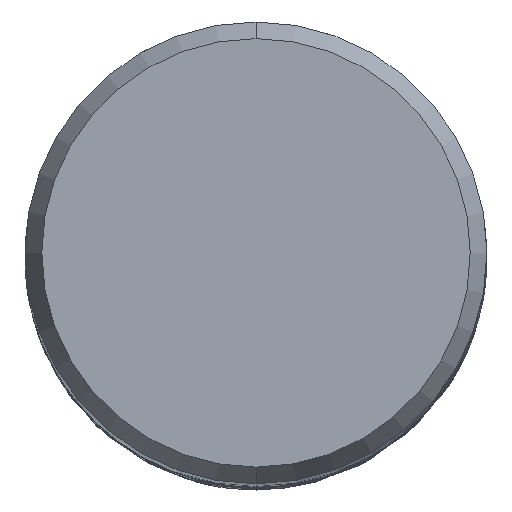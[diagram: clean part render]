
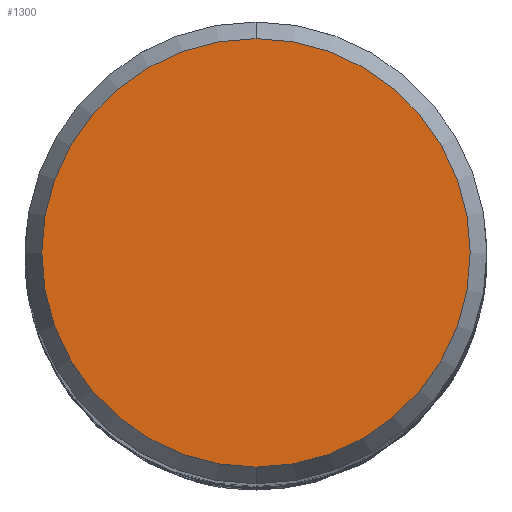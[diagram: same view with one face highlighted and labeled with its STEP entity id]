
A CAD part, top view. The second image highlights one B-rep face of the part: STEP entity #1300.
In plain terms, the highlighted planar face has unit normal (0, 0, 1).
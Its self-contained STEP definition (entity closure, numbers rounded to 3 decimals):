
#670=VERTEX_POINT('',#1805);
#920=VERTEX_POINT('',#2073);
#992=EDGE_CURVE('',#920,#670,#2153,.T.);
#1300=ADVANCED_FACE('',(#2492),#2493,.T.);
#1418=EDGE_CURVE('',#670,#920,#2619,.T.);
#1805=CARTESIAN_POINT('',(0.0,7.423,0.0));
#2073=CARTESIAN_POINT('',(0.,-7.423,0.0));
#2153=CIRCLE('',#8638,7.423);
#2492=FACE_OUTER_BOUND('',#12926,.T.);
#2493=PLANE('',#12927);
#2619=CIRCLE('',#14878,7.423);
#8638=AXIS2_PLACEMENT_3D('',#17691,#17692,#17693);
#12926=EDGE_LOOP('',(#18056,#18057));
#12927=AXIS2_PLACEMENT_3D('',#18058,#18059,#18060);
#14878=AXIS2_PLACEMENT_3D('',#18156,#18157,#18158);
#17691=CARTESIAN_POINT('',(0.0,0.0,0.0));
#17692=DIRECTION('',(0.0,0.0,-1.0));
#17693=DIRECTION('',(0.0,1.0,0.0));
#18056=ORIENTED_EDGE('',*,*,#1418,.F.);
#18057=ORIENTED_EDGE('',*,*,#992,.F.);
#18058=CARTESIAN_POINT('',(0.0,3.711,0.0));
#18059=DIRECTION('',(-0.0,0.0,1.0));
#18060=DIRECTION('',(0.0,-1.0,0.0));
#18156=CARTESIAN_POINT('',(0.0,0.0,0.0));
#18157=DIRECTION('',(0.0,0.0,-1.0));
#18158=DIRECTION('',(0.0,1.0,0.0));
